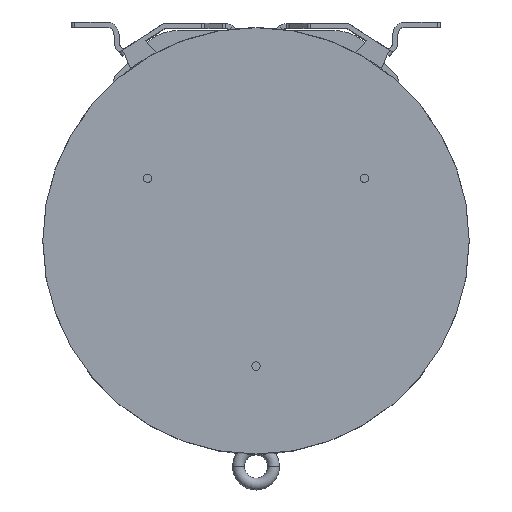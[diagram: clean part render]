
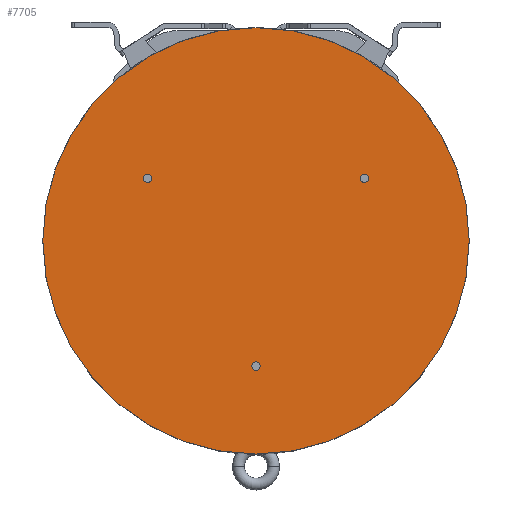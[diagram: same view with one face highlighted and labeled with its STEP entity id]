
A CAD part, top view. The second image highlights one B-rep face of the part: STEP entity #7705.
In plain terms, the highlighted planar face has unit normal (0, 0, 1).
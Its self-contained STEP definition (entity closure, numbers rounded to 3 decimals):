
#319=CARTESIAN_POINT('',(0.,0.,103.04));
#320=DIRECTION('',(0.,0.,1.));
#321=DIRECTION('',(1.,0.,0.));
#322=AXIS2_PLACEMENT_3D('',#319,#320,#321);
#2371=CARTESIAN_POINT('',(0.,0.,103.04));
#2372=DIRECTION('',(0.,0.,1.));
#2373=DIRECTION('',(-1.,0.,0.));
#2374=AXIS2_PLACEMENT_3D('',#2371,#2372,#2373);
#2425=CARTESIAN_POINT('',(86.603,50.,103.04));
#2426=DIRECTION('',(0.,0.,1.));
#2427=DIRECTION('',(1.,0.,0.));
#2428=AXIS2_PLACEMENT_3D('',#2425,#2426,#2427);
#2430=CARTESIAN_POINT('',(86.603,50.,103.04));
#2431=DIRECTION('',(0.,0.,1.));
#2432=DIRECTION('',(-1.,0.,0.));
#2433=AXIS2_PLACEMENT_3D('',#2430,#2431,#2432);
#2473=CARTESIAN_POINT('',(-86.603,50.,103.04));
#2474=DIRECTION('',(0.,0.,1.));
#2475=DIRECTION('',(1.,0.,0.));
#2476=AXIS2_PLACEMENT_3D('',#2473,#2474,#2475);
#2478=CARTESIAN_POINT('',(-86.603,50.,103.04));
#2479=DIRECTION('',(0.,0.,1.));
#2480=DIRECTION('',(-1.,0.,0.));
#2481=AXIS2_PLACEMENT_3D('',#2478,#2479,#2480);
#2491=CARTESIAN_POINT('',(0.,-100.,103.04));
#2492=DIRECTION('',(0.,0.,1.));
#2493=DIRECTION('',(1.,0.,0.));
#2494=AXIS2_PLACEMENT_3D('',#2491,#2492,#2493);
#2496=CARTESIAN_POINT('',(0.,-100.,103.04));
#2497=DIRECTION('',(0.,0.,1.));
#2498=DIRECTION('',(-1.,0.,0.));
#2499=AXIS2_PLACEMENT_3D('',#2496,#2497,#2498);
#4764=CARTESIAN_POINT('',(-170.35,0.,103.04));
#4765=CARTESIAN_POINT('',(170.35,0.,103.04));
#4766=VERTEX_POINT('',#4764);
#4767=VERTEX_POINT('',#4765);
#4768=CARTESIAN_POINT('',(90.003,50.,103.04));
#4769=CARTESIAN_POINT('',(83.203,50.,103.04));
#4770=VERTEX_POINT('',#4768);
#4771=VERTEX_POINT('',#4769);
#4772=CARTESIAN_POINT('',(-83.203,50.,103.04));
#4773=CARTESIAN_POINT('',(-90.003,50.,103.04));
#4774=VERTEX_POINT('',#4772);
#4775=VERTEX_POINT('',#4773);
#4776=CARTESIAN_POINT('',(3.4,-100.,103.04));
#4777=CARTESIAN_POINT('',(-3.4,-100.,103.04));
#4778=VERTEX_POINT('',#4776);
#4779=VERTEX_POINT('',#4777);
#7677=CARTESIAN_POINT('',(0.,0.,103.04));
#7678=DIRECTION('',(0.,0.,1.));
#7679=DIRECTION('',(1.,0.,0.));
#7680=AXIS2_PLACEMENT_3D('',#7677,#7678,#7679);
#7681=PLANE('',#7680);
#7683=ORIENTED_EDGE('',*,*,#7682,.F.);
#7684=ORIENTED_EDGE('',*,*,#5020,.F.);
#7685=EDGE_LOOP('',(#7683,#7684));
#7686=FACE_OUTER_BOUND('',#7685,.F.);
#7688=ORIENTED_EDGE('',*,*,#7687,.T.);
#7690=ORIENTED_EDGE('',*,*,#7689,.T.);
#7691=EDGE_LOOP('',(#7688,#7690));
#7692=FACE_BOUND('',#7691,.F.);
#7694=ORIENTED_EDGE('',*,*,#7693,.T.);
#7696=ORIENTED_EDGE('',*,*,#7695,.T.);
#7697=EDGE_LOOP('',(#7694,#7696));
#7698=FACE_BOUND('',#7697,.F.);
#7700=ORIENTED_EDGE('',*,*,#7699,.T.);
#7702=ORIENTED_EDGE('',*,*,#7701,.T.);
#7703=EDGE_LOOP('',(#7700,#7702));
#7704=FACE_BOUND('',#7703,.F.);
#7705=ADVANCED_FACE('',(#7686,#7692,#7698,#7704),#7681,.T.);
#323=CIRCLE('',#322,170.35);
#2375=CIRCLE('',#2374,170.35);
#2429=CIRCLE('',#2428,3.4);
#2434=CIRCLE('',#2433,3.4);
#2477=CIRCLE('',#2476,3.4);
#2482=CIRCLE('',#2481,3.4);
#2495=CIRCLE('',#2494,3.4);
#2500=CIRCLE('',#2499,3.4);
#5020=EDGE_CURVE('',#4767,#4766,#323,.T.);
#7682=EDGE_CURVE('',#4766,#4767,#2375,.T.);
#7687=EDGE_CURVE('',#4770,#4771,#2429,.T.);
#7689=EDGE_CURVE('',#4771,#4770,#2434,.T.);
#7693=EDGE_CURVE('',#4774,#4775,#2477,.T.);
#7695=EDGE_CURVE('',#4775,#4774,#2482,.T.);
#7699=EDGE_CURVE('',#4778,#4779,#2495,.T.);
#7701=EDGE_CURVE('',#4779,#4778,#2500,.T.);
